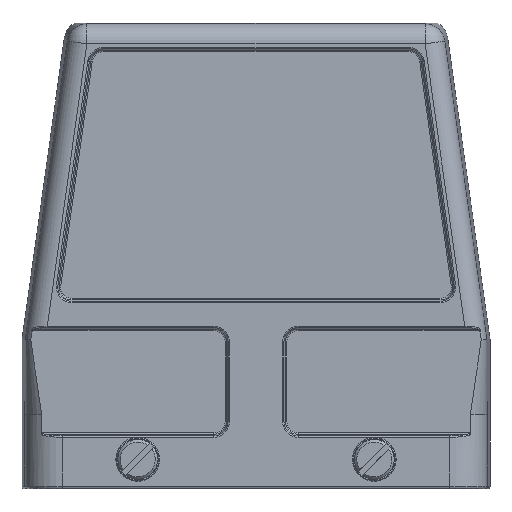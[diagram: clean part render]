
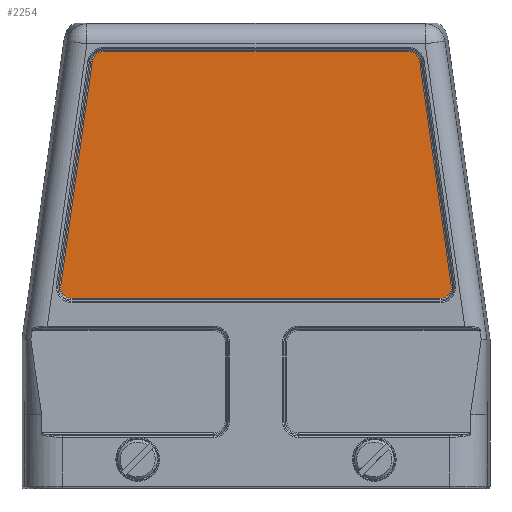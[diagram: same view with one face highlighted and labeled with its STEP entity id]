
A CAD part, front view. The second image highlights one B-rep face of the part: STEP entity #2254.
In plain terms, the highlighted planar face has unit normal (0, -1, 0).
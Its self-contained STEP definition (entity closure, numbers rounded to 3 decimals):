
#1544=FACE_OUTER_BOUND('',#4624,.T.);
#2254=ADVANCED_FACE('',(#1544),#2849,.T.);
#2849=PLANE('',#11382);
#3194=LINE('',#17115,#3858);
#3195=LINE('',#17119,#3859);
#3196=LINE('',#17123,#3860);
#3197=LINE('',#17127,#3861);
#3858=VECTOR('',#12698,1.);
#3859=VECTOR('',#12701,1.);
#3860=VECTOR('',#12704,1.);
#3861=VECTOR('',#12707,1.);
#4624=EDGE_LOOP('',(#5514,#5515,#5516,#5517,#5518,#5519,#5520,#5521));
#5514=ORIENTED_EDGE('',*,*,#9151,.T.);
#5515=ORIENTED_EDGE('',*,*,#9152,.T.);
#5516=ORIENTED_EDGE('',*,*,#9153,.T.);
#5517=ORIENTED_EDGE('',*,*,#9154,.T.);
#5518=ORIENTED_EDGE('',*,*,#9155,.T.);
#5519=ORIENTED_EDGE('',*,*,#9156,.T.);
#5520=ORIENTED_EDGE('',*,*,#9157,.T.);
#5521=ORIENTED_EDGE('',*,*,#9158,.T.);
#8260=VERTEX_POINT('',#17113);
#8261=VERTEX_POINT('',#17114);
#8262=VERTEX_POINT('',#17116);
#8263=VERTEX_POINT('',#17118);
#8264=VERTEX_POINT('',#17120);
#8265=VERTEX_POINT('',#17122);
#8266=VERTEX_POINT('',#17124);
#8267=VERTEX_POINT('',#17126);
#9151=EDGE_CURVE('',#8260,#8261,#10351,.T.);
#9152=EDGE_CURVE('',#8261,#8262,#3194,.T.);
#9153=EDGE_CURVE('',#8262,#8263,#10352,.T.);
#9154=EDGE_CURVE('',#8263,#8264,#3195,.T.);
#9155=EDGE_CURVE('',#8264,#8265,#10353,.T.);
#9156=EDGE_CURVE('',#8265,#8266,#3196,.T.);
#9157=EDGE_CURVE('',#8266,#8267,#10354,.T.);
#9158=EDGE_CURVE('',#8267,#8260,#3197,.T.);
#10351=CIRCLE('',#11378,2.29);
#10352=CIRCLE('',#11379,2.29);
#10353=CIRCLE('',#11380,2.29);
#10354=CIRCLE('',#11381,2.29);
#11378=AXIS2_PLACEMENT_3D('',#17112,#12696,#12697);
#11379=AXIS2_PLACEMENT_3D('',#17117,#12699,#12700);
#11380=AXIS2_PLACEMENT_3D('',#17121,#12702,#12703);
#11381=AXIS2_PLACEMENT_3D('',#17125,#12705,#12706);
#11382=AXIS2_PLACEMENT_3D('',#17128,#12708,#12709);
#12696=DIRECTION('',(0.,-1.,0.));
#12697=DIRECTION('',(0.,0.,1.));
#12698=DIRECTION('',(-1.,0.,0.));
#12699=DIRECTION('',(0.,-1.,0.));
#12700=DIRECTION('',(0.,0.,1.));
#12701=DIRECTION('',(-0.139,0.,-0.99));
#12702=DIRECTION('',(0.,-1.,0.));
#12703=DIRECTION('',(0.,0.,1.));
#12704=DIRECTION('',(1.,0.,0.));
#12705=DIRECTION('',(0.,-1.,0.));
#12706=DIRECTION('',(0.,0.,1.));
#12707=DIRECTION('',(-0.139,0.,0.99));
#12708=DIRECTION('',(0.,-1.,0.));
#12709=DIRECTION('',(0.,0.,1.));
#17112=CARTESIAN_POINT('',(30.616,-40.,76.35));
#17113=CARTESIAN_POINT('',(32.884,-40.,76.669));
#17114=CARTESIAN_POINT('',(30.616,-40.,78.64));
#17115=CARTESIAN_POINT('',(30.616,-40.,78.64));
#17116=CARTESIAN_POINT('',(-30.616,-40.,78.64));
#17117=CARTESIAN_POINT('',(-30.616,-40.,76.35));
#17118=CARTESIAN_POINT('',(-32.884,-40.,76.669));
#17119=CARTESIAN_POINT('',(-32.884,-40.,76.669));
#17120=CARTESIAN_POINT('',(-39.208,-40.,31.669));
#17121=CARTESIAN_POINT('',(-36.941,-40.,31.35));
#17122=CARTESIAN_POINT('',(-36.941,-40.,29.06));
#17123=CARTESIAN_POINT('',(-36.941,-40.,29.06));
#17124=CARTESIAN_POINT('',(36.941,-40.,29.06));
#17125=CARTESIAN_POINT('',(36.941,-40.,31.35));
#17126=CARTESIAN_POINT('',(39.208,-40.,31.669));
#17127=CARTESIAN_POINT('',(39.208,-40.,31.669));
#17128=CARTESIAN_POINT('',(-30.616,-40.,76.35));
